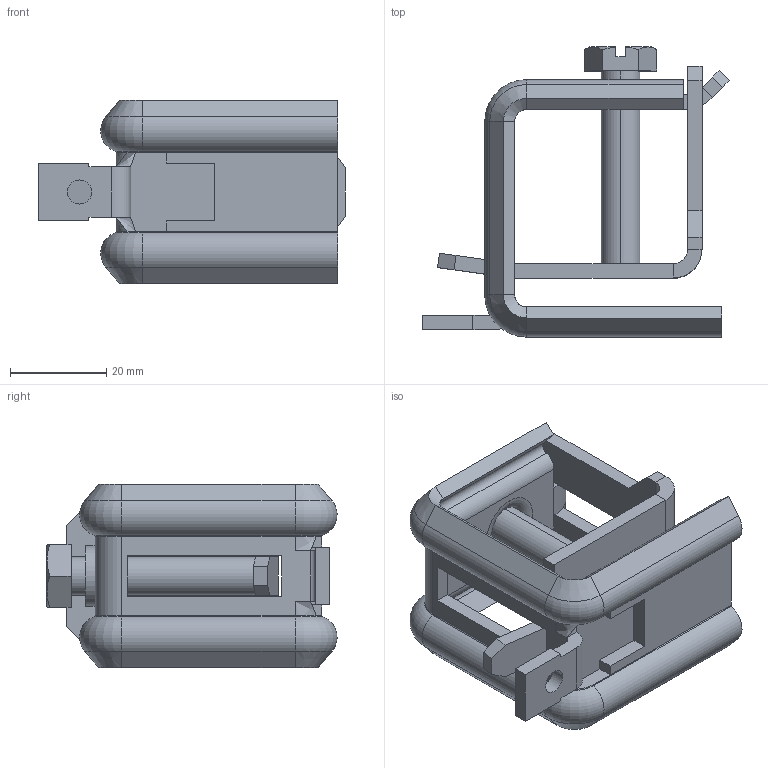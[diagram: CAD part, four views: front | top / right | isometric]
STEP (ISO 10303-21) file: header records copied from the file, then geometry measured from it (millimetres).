
FILE_DESCRIPTION (( 'STEP AP214' ), '1' );
FILE_NAME ('1408534.STEP', '2025-11-18T08:18:07', ( '' ), ( '' ), 'SwSTEP 2.0', 'SolidWorks 2024', '' );
FILE_SCHEMA (( 'AUTOMOTIVE_DESIGN' ));
Length unit declared in the file: millimetre
Products named in the file (4): 0065956_Standard; 097583_Bau; 0067605_U10_Biegen; 1408534
Assembly tree (3 placements, depth 2):
  1408534
    0067605_U10_Biegen
    0065956_Standard
    097583_Bau
Bounding box: 63.67 x 60.21 x 38 mm (x, y, z)
Volume: 24487.1 mm3; surface area: 18960.2 mm2
Topology: 3 solids, 3 shells, 196 faces, 466 edges, 274 vertices
Faces by surface type: plane 110, cylinder 44, torus 18, cone 18, bspline 6
Entity records: 5769 total; most frequent: CARTESIAN_POINT 1100, DIRECTION 972, ORIENTED_EDGE 932, EDGE_CURVE 466, AXIS2_PLACEMENT_3D 326, LINE 320, VECTOR 320, VERTEX_POINT 274
